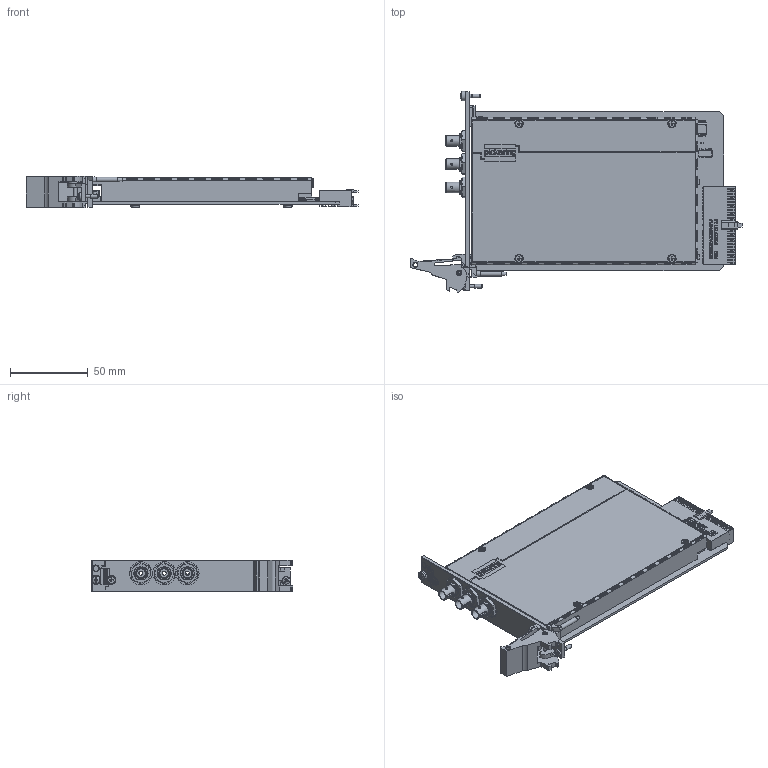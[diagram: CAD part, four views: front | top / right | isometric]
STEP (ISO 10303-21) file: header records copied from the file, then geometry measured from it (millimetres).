
FILE_DESCRIPTION (( 'STEP AP214' ), '1' );
FILE_NAME ('40-855-512-M62.5 PXI Optical 2CH M-Mode ST 62.5 Connectors.STEP', '2013-09-11T15:26:34', ( 'admin' ), ( '' ), 'SwSTEP 2.0', 'SolidWorks 2012', '' );
FILE_SCHEMA (( 'AUTOMOTIVE_DESIGN' ));
Length unit declared in the file: millimetre
Products named in the file (1): 40-855-512-M62.5 PXI Optical 2CH M-Mode ST 62.5 Connectors
Bounding box: 213.99 x 129.67 x 20 mm (x, y, z)
Surface area: 107491.8 mm2 (no closed solid volume)
Topology: 0 solids, 326 shells, 2324 faces, 9682 edges, 7377 vertices
Faces by surface type: plane 1628, cylinder 536, bspline 81, cone 46, torus 30, sphere 3
Full cylindrical faces by diameter (mm): 0.6 x110, 1.245 x125, 1.3 x6, 1.496 x1, 2 x5, 2.032 x30, 2.05 x2, 2.5 x3, 2.7 x1, 2.8 x1, 3 x3, 3.175 x2, 4.7 x5, 5 x2, 5.3 x1, 5.85 x3, 5.9 x1, 6 x5, 6.8 x4, 6.85 x3, 14.9 x3
Entity records: 144751 total; most frequent: CARTESIAN_POINT 44896, DIRECTION 14030, ORIENTED_EDGE 12775, EDGE_CURVE 9198, VERTEX_POINT 7243, VECTOR 6412, LINE 6412, AXIS2_PLACEMENT_3D 3809
